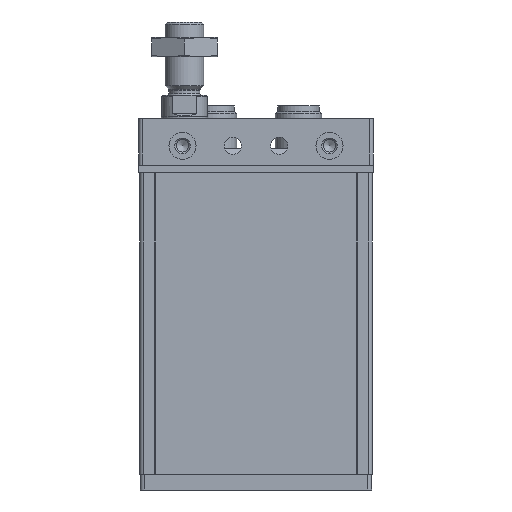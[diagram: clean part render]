
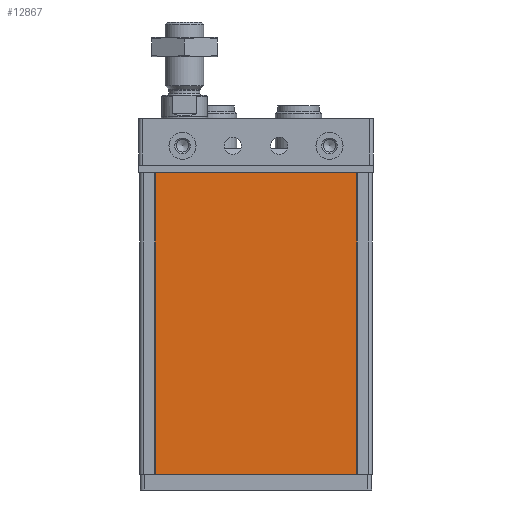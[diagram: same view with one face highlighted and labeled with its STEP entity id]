
A CAD part, front view. The second image highlights one B-rep face of the part: STEP entity #12867.
In plain terms, the highlighted planar face has unit normal (0, -1, 0).
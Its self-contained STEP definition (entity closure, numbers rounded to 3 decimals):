
#308=LINE('',#23463,#1382);
#309=LINE('',#23465,#1383);
#310=LINE('',#23467,#1384);
#311=LINE('',#23469,#1385);
#1382=VECTOR('',#19230,1000.);
#1383=VECTOR('',#19233,1000.);
#1384=VECTOR('',#19234,1000.);
#1385=VECTOR('',#19235,1000.);
#2352=PLANE('',#17362);
#3125=ORIENTED_EDGE('',*,*,#6730,.F.);
#3126=ORIENTED_EDGE('',*,*,#6729,.F.);
#3127=ORIENTED_EDGE('',*,*,#6731,.T.);
#3128=ORIENTED_EDGE('',*,*,#6732,.T.);
#6729=EDGE_CURVE('',#8518,#8517,#308,.T.);
#6730=EDGE_CURVE('',#8517,#8519,#309,.T.);
#6731=EDGE_CURVE('',#8518,#8520,#310,.T.);
#6732=EDGE_CURVE('',#8520,#8519,#311,.T.);
#8517=VERTEX_POINT('',#23460);
#8518=VERTEX_POINT('',#23462);
#8519=VERTEX_POINT('',#23466);
#8520=VERTEX_POINT('',#23468);
#10404=EDGE_LOOP('',(#3125,#3126,#3127,#3128));
#11483=FACE_BOUND('',#10404,.T.);
#12867=ADVANCED_FACE('',(#11483),#2352,.T.);
#17362=AXIS2_PLACEMENT_3D('',#23464,#19231,#19232);
#19230=DIRECTION('',(0.,0.,1.));
#19231=DIRECTION('',(0.,-1.,0.));
#19232=DIRECTION('',(0.,0.,-1.));
#19233=DIRECTION('',(1.,0.,0.));
#19234=DIRECTION('',(1.,0.,0.));
#19235=DIRECTION('',(0.,0.,1.));
#23460=CARTESIAN_POINT('',(-27.5,1.1,0.));
#23462=CARTESIAN_POINT('',(-27.5,1.1,-78.));
#23463=CARTESIAN_POINT('',(-27.5,1.1,-78.));
#23464=CARTESIAN_POINT('',(-27.5,1.1,-78.));
#23465=CARTESIAN_POINT('',(-27.5,1.1,0.));
#23466=CARTESIAN_POINT('',(27.5,1.1,0.));
#23467=CARTESIAN_POINT('',(-27.5,1.1,-78.));
#23468=CARTESIAN_POINT('',(27.5,1.1,-78.));
#23469=CARTESIAN_POINT('',(27.5,1.1,-78.));
